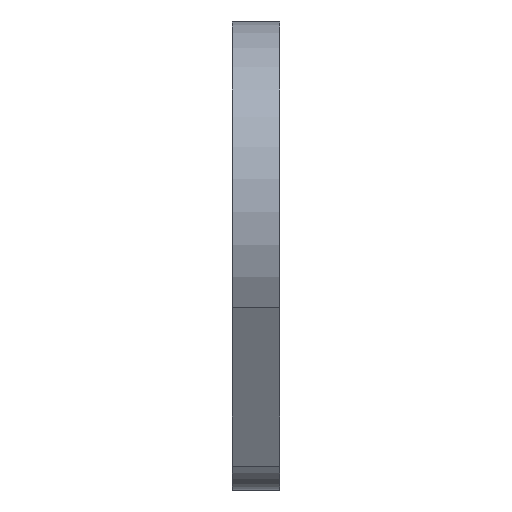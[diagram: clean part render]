
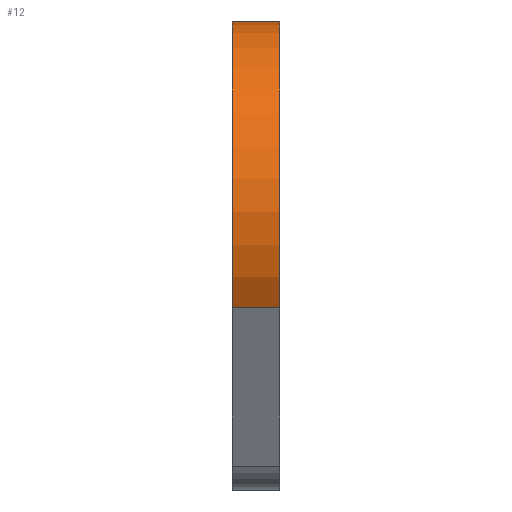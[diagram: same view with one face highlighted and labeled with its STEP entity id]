
A CAD part, left-side view. The second image highlights one B-rep face of the part: STEP entity #12.
In plain terms, the highlighted cylindrical face has radius 12 mm (diameter 24 mm), a partial arc.
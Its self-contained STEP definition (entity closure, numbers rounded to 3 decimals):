
#12 = ADVANCED_FACE ( 'NONE', ( #1108 ), #772, .T. ) ;
#16 = CIRCLE ( 'NONE', #661, 12. ) ;
#60 = DIRECTION ( 'NONE',  ( 0., 1., 0. ) ) ;
#107 = VERTEX_POINT ( 'NONE', #134 ) ;
#134 = CARTESIAN_POINT ( 'NONE',  ( -10.392, -1.5, -6. ) ) ;
#241 = VERTEX_POINT ( 'NONE', #853 ) ;
#247 = LINE ( 'NONE', #1429, #1165 ) ;
#252 = CARTESIAN_POINT ( 'NONE',  ( 0., -1.5, 0. ) ) ;
#274 = CARTESIAN_POINT ( 'NONE',  ( 10.392, 1.5, 6. ) ) ;
#341 = DIRECTION ( 'NONE',  ( 0., 0., 1. ) ) ;
#394 = ORIENTED_EDGE ( 'NONE', *, *, #1033, .F. ) ;
#451 = ORIENTED_EDGE ( 'NONE', *, *, #1035, .F. ) ;
#524 = CIRCLE ( 'NONE', #668, 12. ) ;
#561 = LINE ( 'NONE', #812, #1243 ) ;
#618 = VERTEX_POINT ( 'NONE', #274 ) ;
#661 = AXIS2_PLACEMENT_3D ( 'NONE', #252, #1077, #341 ) ;
#668 = AXIS2_PLACEMENT_3D ( 'NONE', #698, #60, #822 ) ;
#693 = DIRECTION ( 'NONE',  ( 0., -1., 0. ) ) ;
#698 = CARTESIAN_POINT ( 'NONE',  ( 0., 1.5, 0. ) ) ;
#701 = DIRECTION ( 'NONE',  ( 0., -1., 0. ) ) ;
#711 = CARTESIAN_POINT ( 'NONE',  ( 0., 1.5, 0. ) ) ;
#720 = DIRECTION ( 'NONE',  ( 0., 0., -1. ) ) ;
#772 = CYLINDRICAL_SURFACE ( 'NONE', #836, 12. ) ;
#792 = CARTESIAN_POINT ( 'NONE',  ( -10.392, 1.5, -6. ) ) ;
#812 = CARTESIAN_POINT ( 'NONE',  ( -10.392, 1.5, -6. ) ) ;
#822 = DIRECTION ( 'NONE',  ( 0., 0., 1. ) ) ;
#836 = AXIS2_PLACEMENT_3D ( 'NONE', #711, #701, #720 ) ;
#853 = CARTESIAN_POINT ( 'NONE',  ( 10.392, -1.5, 6. ) ) ;
#903 = ORIENTED_EDGE ( 'NONE', *, *, #1030, .T. ) ;
#1030 = EDGE_CURVE ( 'NONE', #1254, #107, #561, .T. ) ;
#1031 = EDGE_CURVE ( 'NONE', #107, #241, #16, .T. ) ;
#1033 = EDGE_CURVE ( 'NONE', #618, #241, #247, .T. ) ;
#1035 = EDGE_CURVE ( 'NONE', #1254, #618, #524, .T. ) ;
#1077 = DIRECTION ( 'NONE',  ( 0., 1., 0. ) ) ;
#1084 = ORIENTED_EDGE ( 'NONE', *, *, #1031, .T. ) ;
#1108 = FACE_OUTER_BOUND ( 'NONE', #1340, .T. ) ;
#1165 = VECTOR ( 'NONE', #1211, 1000. ) ;
#1211 = DIRECTION ( 'NONE',  ( 0., -1., 0. ) ) ;
#1243 = VECTOR ( 'NONE', #693, 1000. ) ;
#1254 = VERTEX_POINT ( 'NONE', #792 ) ;
#1340 = EDGE_LOOP ( 'NONE', ( #1084, #394, #451, #903 ) ) ;
#1429 = CARTESIAN_POINT ( 'NONE',  ( 10.392, 1.5, 6. ) ) ;
